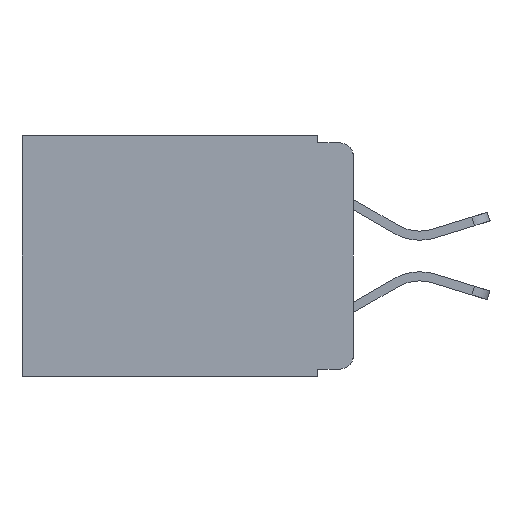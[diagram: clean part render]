
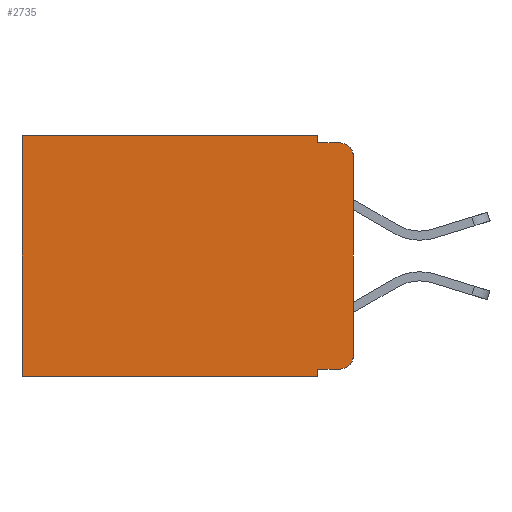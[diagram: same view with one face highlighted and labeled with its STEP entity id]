
A CAD part, left-side view. The second image highlights one B-rep face of the part: STEP entity #2735.
In plain terms, the highlighted planar face has unit normal (-1, 0, 0).
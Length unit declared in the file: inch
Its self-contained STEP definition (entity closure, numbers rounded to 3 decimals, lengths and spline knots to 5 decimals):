
#27 = LINE ( 'NONE', #8432, #2890 ) ;
#295 = ORIENTED_EDGE ( 'NONE', *, *, #2806, .F. ) ;
#317 = CARTESIAN_POINT ( 'NONE',  ( 0.298, 0., 0. ) ) ;
#343 = VECTOR ( 'NONE', #6954, 39.37008 ) ;
#465 = CARTESIAN_POINT ( 'NONE',  ( 0.298, 0.051, 0. ) ) ;
#823 = ORIENTED_EDGE ( 'NONE', *, *, #5741, .T. ) ;
#1101 = ORIENTED_EDGE ( 'NONE', *, *, #13416, .T. ) ;
#1154 = EDGE_LOOP ( 'NONE', ( #4269, #823, #10536, #1347, #12409, #1487, #2421, #295, #3887, #1101 ) ) ;
#1177 = CARTESIAN_POINT ( 'NONE',  ( 0.298, 0.051, -0.01 ) ) ;
#1333 = DIRECTION ( 'NONE',  ( -1., 0., 0. ) ) ;
#1347 = ORIENTED_EDGE ( 'NONE', *, *, #2339, .F. ) ;
#1424 = CARTESIAN_POINT ( 'NONE',  ( 0.298, 0., -0.313 ) ) ;
#1487 = ORIENTED_EDGE ( 'NONE', *, *, #5838, .T. ) ;
#1571 = DIRECTION ( 'NONE',  ( 0., 1., 0. ) ) ;
#1868 = VERTEX_POINT ( 'NONE', #11314 ) ;
#2331 = DIRECTION ( 'NONE',  ( 0., 0., -1. ) ) ;
#2339 = EDGE_CURVE ( 'NONE', #10208, #8230, #12037, .T. ) ;
#2421 = ORIENTED_EDGE ( 'NONE', *, *, #10524, .F. ) ;
#2629 = CIRCLE ( 'NONE', #11911, 0.02 ) ;
#2735 = ADVANCED_FACE ( 'NONE', ( #6813 ), #8166, .F. ) ;
#2806 = EDGE_CURVE ( 'NONE', #14251, #12269, #13819, .T. ) ;
#2874 = VECTOR ( 'NONE', #7161, 39.37008 ) ;
#2890 = VECTOR ( 'NONE', #8270, 39.37008 ) ;
#2989 = EDGE_CURVE ( 'NONE', #14251, #1868, #27, .T. ) ;
#3040 = VECTOR ( 'NONE', #1571, 39.37008 ) ;
#3157 = VERTEX_POINT ( 'NONE', #11450 ) ;
#3444 = EDGE_CURVE ( 'NONE', #8218, #3797, #5879, .T. ) ;
#3797 = VERTEX_POINT ( 'NONE', #1424 ) ;
#3853 = DIRECTION ( 'NONE',  ( -1., 0., 0. ) ) ;
#3887 = ORIENTED_EDGE ( 'NONE', *, *, #2989, .T. ) ;
#4158 = CARTESIAN_POINT ( 'NONE',  ( 0.298, 0.051, -0.343 ) ) ;
#4269 = ORIENTED_EDGE ( 'NONE', *, *, #3444, .F. ) ;
#4753 = VERTEX_POINT ( 'NONE', #8559 ) ;
#4925 = VECTOR ( 'NONE', #5617, 39.37008 ) ;
#5056 = DIRECTION ( 'NONE',  ( 0., 0., -1. ) ) ;
#5109 = EDGE_CURVE ( 'NONE', #8230, #7333, #6765, .T. ) ;
#5617 = DIRECTION ( 'NONE',  ( 0., 0., -1. ) ) ;
#5741 = EDGE_CURVE ( 'NONE', #8218, #7333, #14038, .T. ) ;
#5838 = EDGE_CURVE ( 'NONE', #3157, #4753, #10503, .T. ) ;
#5867 = CARTESIAN_POINT ( 'NONE',  ( 0.298, 0.051, -0.333 ) ) ;
#5879 = LINE ( 'NONE', #7795, #2874 ) ;
#6011 = CARTESIAN_POINT ( 'NONE',  ( 0.298, 0.051, 0. ) ) ;
#6356 = CARTESIAN_POINT ( 'NONE',  ( 0.298, 0.051, 0. ) ) ;
#6503 = CARTESIAN_POINT ( 'NONE',  ( 0.298, 0.02, -0.03 ) ) ;
#6765 = LINE ( 'NONE', #1177, #9056 ) ;
#6813 = FACE_OUTER_BOUND ( 'NONE', #1154, .T. ) ;
#6908 = LINE ( 'NONE', #12466, #343 ) ;
#6954 = DIRECTION ( 'NONE',  ( 0., 1., 0. ) ) ;
#6972 = CARTESIAN_POINT ( 'NONE',  ( 0.298, 0., 0. ) ) ;
#6981 = AXIS2_PLACEMENT_3D ( 'NONE', #6503, #1333, #10958 ) ;
#7161 = DIRECTION ( 'NONE',  ( 0., 0., -1. ) ) ;
#7333 = VERTEX_POINT ( 'NONE', #9327 ) ;
#7795 = CARTESIAN_POINT ( 'NONE',  ( 0.298, 0., 0. ) ) ;
#7961 = DIRECTION ( 'NONE',  ( 0., -1., 0. ) ) ;
#8166 = PLANE ( 'NONE',  #9320 ) ;
#8218 = VERTEX_POINT ( 'NONE', #10596 ) ;
#8230 = VERTEX_POINT ( 'NONE', #8437 ) ;
#8270 = DIRECTION ( 'NONE',  ( 0., -1., 0. ) ) ;
#8432 = CARTESIAN_POINT ( 'NONE',  ( 0.298, 0.051, -0.333 ) ) ;
#8437 = CARTESIAN_POINT ( 'NONE',  ( 0.298, 0.051, -0.01 ) ) ;
#8544 = DIRECTION ( 'NONE',  ( 0., 0., -1. ) ) ;
#8559 = CARTESIAN_POINT ( 'NONE',  ( 0.298, 0.473, -0.343 ) ) ;
#9056 = VECTOR ( 'NONE', #7961, 39.37008 ) ;
#9079 = LINE ( 'NONE', #317, #3040 ) ;
#9122 = VECTOR ( 'NONE', #5056, 39.37008 ) ;
#9320 = AXIS2_PLACEMENT_3D ( 'NONE', #6972, #12820, #8544 ) ;
#9327 = CARTESIAN_POINT ( 'NONE',  ( 0.298, 0.02, -0.01 ) ) ;
#10208 = VERTEX_POINT ( 'NONE', #6356 ) ;
#10503 = LINE ( 'NONE', #11265, #4925 ) ;
#10524 = EDGE_CURVE ( 'NONE', #12269, #4753, #6908, .T. ) ;
#10536 = ORIENTED_EDGE ( 'NONE', *, *, #5109, .F. ) ;
#10566 = CARTESIAN_POINT ( 'NONE',  ( 0.298, 0.02, -0.313 ) ) ;
#10596 = CARTESIAN_POINT ( 'NONE',  ( 0.298, 0., -0.03 ) ) ;
#10958 = DIRECTION ( 'NONE',  ( 0., 0., -1. ) ) ;
#10980 = VECTOR ( 'NONE', #2331, 39.37008 ) ;
#11265 = CARTESIAN_POINT ( 'NONE',  ( 0.298, 0.473, 0. ) ) ;
#11314 = CARTESIAN_POINT ( 'NONE',  ( 0.298, 0.02, -0.333 ) ) ;
#11450 = CARTESIAN_POINT ( 'NONE',  ( 0.298, 0.473, 0. ) ) ;
#11478 = EDGE_CURVE ( 'NONE', #10208, #3157, #9079, .T. ) ;
#11718 = DIRECTION ( 'NONE',  ( 0., 0., -1. ) ) ;
#11911 = AXIS2_PLACEMENT_3D ( 'NONE', #10566, #3853, #11718 ) ;
#12037 = LINE ( 'NONE', #6011, #9122 ) ;
#12269 = VERTEX_POINT ( 'NONE', #4158 ) ;
#12409 = ORIENTED_EDGE ( 'NONE', *, *, #11478, .T. ) ;
#12466 = CARTESIAN_POINT ( 'NONE',  ( 0.298, 0., -0.343 ) ) ;
#12820 = DIRECTION ( 'NONE',  ( 1., 0., 0. ) ) ;
#13416 = EDGE_CURVE ( 'NONE', #1868, #3797, #2629, .T. ) ;
#13819 = LINE ( 'NONE', #465, #10980 ) ;
#14038 = CIRCLE ( 'NONE', #6981, 0.02 ) ;
#14251 = VERTEX_POINT ( 'NONE', #5867 ) ;
